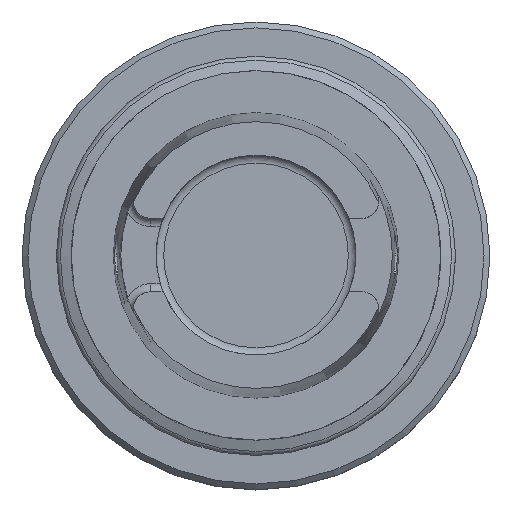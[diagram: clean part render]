
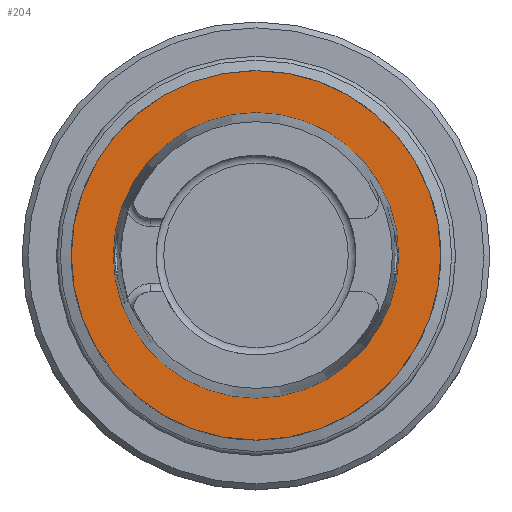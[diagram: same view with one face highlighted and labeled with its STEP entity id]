
A CAD part, top view. The second image highlights one B-rep face of the part: STEP entity #204.
In plain terms, the highlighted planar face has unit normal (0, 0, 1).
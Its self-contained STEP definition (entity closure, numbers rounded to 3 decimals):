
#97=FACE_BOUND('',#397,.T.);
#98=FACE_BOUND('',#398,.T.);
#204=ADVANCED_FACE('',(#97,#98),#273,.F.);
#273=PLANE('',#1590);
#397=EDGE_LOOP('',(#737));
#398=EDGE_LOOP('',(#738));
#501=CIRCLE('',#1558,31.47);
#515=CIRCLE('',#1588,24.321);
#737=ORIENTED_EDGE('',*,*,#1174,.F.);
#738=ORIENTED_EDGE('',*,*,#1238,.T.);
#1023=VERTEX_POINT('',#2557);
#1064=VERTEX_POINT('',#2817);
#1174=EDGE_CURVE('',#1023,#1023,#501,.T.);
#1238=EDGE_CURVE('',#1064,#1064,#515,.T.);
#1558=AXIS2_PLACEMENT_3D('',#2556,#1808,#1809);
#1588=AXIS2_PLACEMENT_3D('',#2816,#1898,#1899);
#1590=AXIS2_PLACEMENT_3D('',#2819,#1902,#1903);
#1808=DIRECTION('',(0.,0.,-1.));
#1809=DIRECTION('',(1.,0.,0.));
#1898=DIRECTION('',(0.,0.,-1.));
#1899=DIRECTION('',(1.,0.,0.));
#1902=DIRECTION('',(0.,0.,-1.));
#1903=DIRECTION('',(1.,0.,0.));
#2556=CARTESIAN_POINT('',(0.,0.,0.));
#2557=CARTESIAN_POINT('',(31.47,0.,0.));
#2816=CARTESIAN_POINT('',(0.,0.,0.));
#2817=CARTESIAN_POINT('',(24.321,0.,0.));
#2819=CARTESIAN_POINT('',(0.,-25.43,0.));
